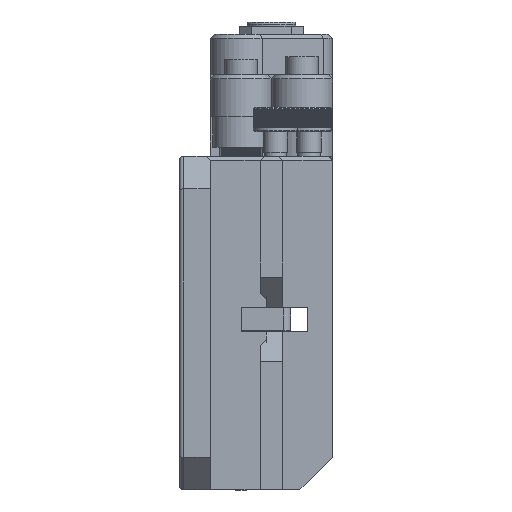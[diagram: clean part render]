
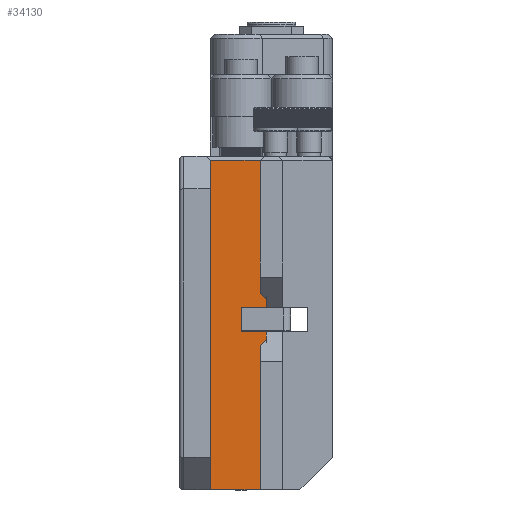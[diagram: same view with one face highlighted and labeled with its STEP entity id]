
A CAD part, front view. The second image highlights one B-rep face of the part: STEP entity #34130.
In plain terms, the highlighted face is planar.
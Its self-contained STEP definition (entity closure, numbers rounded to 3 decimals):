
#3374=FACE_OUTER_BOUND('',#5275,.T.);
#5275=EDGE_LOOP('',(#25167,#25168,#25169,#25170,#25171,#25172,#25173,#25174));
#7918=LINE('',#54043,#11421);
#7951=LINE('',#54111,#11454);
#7954=LINE('',#54117,#11457);
#7955=LINE('',#54119,#11458);
#7956=LINE('',#54121,#11459);
#7957=LINE('',#54123,#11460);
#7958=LINE('',#54125,#11461);
#7959=LINE('',#54126,#11462);
#11421=VECTOR('',#41244,10.);
#11454=VECTOR('',#41305,1000.);
#11457=VECTOR('',#41310,1000.);
#11458=VECTOR('',#41311,1000.);
#11459=VECTOR('',#41312,1000.);
#11460=VECTOR('',#41313,10.);
#11461=VECTOR('',#41314,10.);
#11462=VECTOR('',#41315,10.);
#14739=VERTEX_POINT('',#54038);
#14740=VERTEX_POINT('',#54042);
#14761=VERTEX_POINT('',#54110);
#14763=VERTEX_POINT('',#54116);
#14764=VERTEX_POINT('',#54118);
#14765=VERTEX_POINT('',#54120);
#14766=VERTEX_POINT('',#54122);
#14767=VERTEX_POINT('',#54124);
#18665=EDGE_CURVE('',#14739,#14740,#7918,.T.);
#18699=EDGE_CURVE('',#14761,#14740,#7951,.T.);
#18702=EDGE_CURVE('',#14763,#14739,#7954,.T.);
#18703=EDGE_CURVE('',#14764,#14763,#7955,.T.);
#18704=EDGE_CURVE('',#14764,#14765,#7956,.T.);
#18705=EDGE_CURVE('',#14765,#14766,#7957,.T.);
#18706=EDGE_CURVE('',#14766,#14767,#7958,.T.);
#18707=EDGE_CURVE('',#14767,#14761,#7959,.T.);
#25167=ORIENTED_EDGE('',*,*,#18665,.F.);
#25168=ORIENTED_EDGE('',*,*,#18702,.F.);
#25169=ORIENTED_EDGE('',*,*,#18703,.F.);
#25170=ORIENTED_EDGE('',*,*,#18704,.T.);
#25171=ORIENTED_EDGE('',*,*,#18705,.T.);
#25172=ORIENTED_EDGE('',*,*,#18706,.T.);
#25173=ORIENTED_EDGE('',*,*,#18707,.T.);
#25174=ORIENTED_EDGE('',*,*,#18699,.T.);
#32618=PLANE('',#36442);
#34130=ADVANCED_FACE('',(#3374),#32618,.T.);
#36442=AXIS2_PLACEMENT_3D('',#54115,#41308,#41309);
#41244=DIRECTION('',(0.,-1.,0.));
#41305=DIRECTION('',(1.,0.,0.));
#41308=DIRECTION('center_axis',(0.,0.,1.));
#41309=DIRECTION('ref_axis',(0.,-1.,0.));
#41310=DIRECTION('',(1.,0.,0.));
#41311=DIRECTION('',(0.,1.,0.));
#41312=DIRECTION('',(1.,0.,0.));
#41313=DIRECTION('',(0.,1.,0.));
#41314=DIRECTION('',(1.,0.,0.));
#41315=DIRECTION('',(0.,-1.,0.));
#54038=CARTESIAN_POINT('',(40.5,1.6,-9.6));
#54042=CARTESIAN_POINT('',(40.5,-5.275,-9.6));
#54043=CARTESIAN_POINT('',(40.5,-1.563,-9.6));
#54110=CARTESIAN_POINT('',(22.45,-5.275,-9.6));
#54111=CARTESIAN_POINT('',(-1.904,-5.275,-9.6));
#54115=CARTESIAN_POINT('Origin',(0.,1.6,-9.6));
#54116=CARTESIAN_POINT('',(0.,1.6,-9.6));
#54117=CARTESIAN_POINT('',(0.,1.6,-9.6));
#54118=CARTESIAN_POINT('',(0.,-5.275,-9.6));
#54119=CARTESIAN_POINT('',(0.,1.6,-9.6));
#54120=CARTESIAN_POINT('',(19.45,-5.275,-9.6));
#54121=CARTESIAN_POINT('',(-1.904,-5.275,-9.6));
#54122=CARTESIAN_POINT('',(19.45,-2.275,-9.6));
#54123=CARTESIAN_POINT('',(19.45,-0.337,-9.6));
#54124=CARTESIAN_POINT('',(22.45,-2.275,-9.6));
#54125=CARTESIAN_POINT('',(11.225,-2.275,-9.6));
#54126=CARTESIAN_POINT('',(22.45,-4.337,-9.6));
